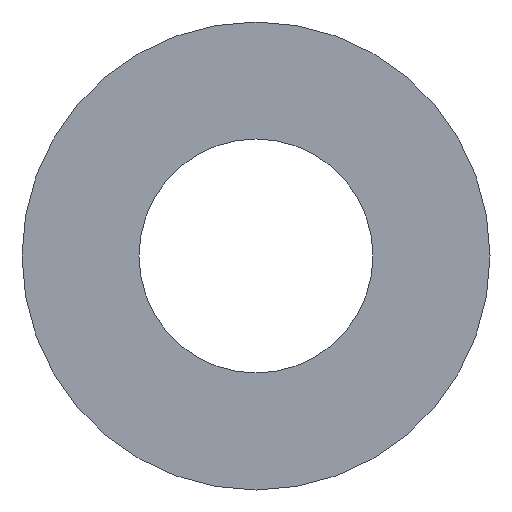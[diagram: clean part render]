
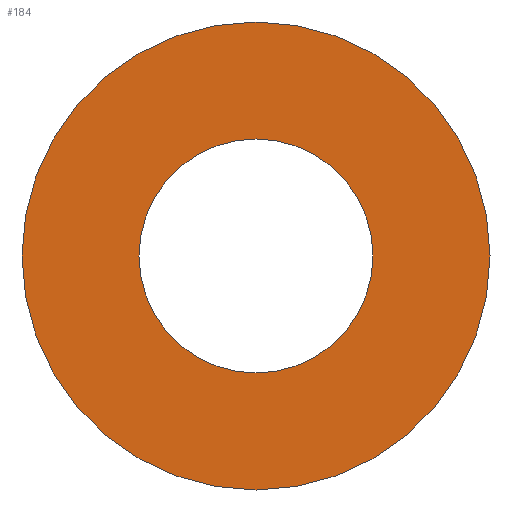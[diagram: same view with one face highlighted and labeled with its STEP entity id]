
A CAD part, front view. The second image highlights one B-rep face of the part: STEP entity #184.
In plain terms, the highlighted planar face has unit normal (0, -1, 0).
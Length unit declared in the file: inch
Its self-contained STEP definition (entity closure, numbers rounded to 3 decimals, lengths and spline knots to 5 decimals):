
#7 = EDGE_LOOP ( 'NONE', ( #172, #169 ) ) ;
#34 = CIRCLE ( 'NONE', #199, 0.156 ) ;
#62 = CIRCLE ( 'NONE', #202, 0.078 ) ;
#64 = DIRECTION ( 'NONE',  ( 0., 0., 1. ) ) ;
#78 = DIRECTION ( 'NONE',  ( 0., 0., 1. ) ) ;
#88 = DIRECTION ( 'NONE',  ( 0., 0., 1. ) ) ;
#89 = DIRECTION ( 'NONE',  ( 0., 1., 0. ) ) ;
#90 = CARTESIAN_POINT ( 'NONE',  ( 0., 0., 0. ) ) ;
#95 = DIRECTION ( 'NONE',  ( 0., 1., 0. ) ) ;
#96 = DIRECTION ( 'NONE',  ( 0., 1., 0. ) ) ;
#99 = CARTESIAN_POINT ( 'NONE',  ( 0., 0., 0. ) ) ;
#101 = DIRECTION ( 'NONE',  ( 0., 0., 1. ) ) ;
#102 = DIRECTION ( 'NONE',  ( 0., 1., 0. ) ) ;
#114 = CARTESIAN_POINT ( 'NONE',  ( 0., 0., 0. ) ) ;
#118 = PLANE ( 'NONE',  #208 ) ;
#119 = DIRECTION ( 'NONE',  ( 0., 0., 1. ) ) ;
#125 = DIRECTION ( 'NONE',  ( 0., 1., 0. ) ) ;
#127 = CARTESIAN_POINT ( 'NONE',  ( 0., 0., -0.078 ) ) ;
#129 = CARTESIAN_POINT ( 'NONE',  ( 0., 0., 0.078 ) ) ;
#132 = CARTESIAN_POINT ( 'NONE',  ( 0., 0., 0. ) ) ;
#138 = CARTESIAN_POINT ( 'NONE',  ( 0., 0., 0.156 ) ) ;
#139 = CARTESIAN_POINT ( 'NONE',  ( 0., 0., -0.156 ) ) ;
#141 = VERTEX_POINT ( 'NONE', #138 ) ;
#143 = VERTEX_POINT ( 'NONE', #129 ) ;
#144 = VERTEX_POINT ( 'NONE', #139 ) ;
#145 = VERTEX_POINT ( 'NONE', #127 ) ;
#151 = CARTESIAN_POINT ( 'NONE',  ( 0., 0., 0. ) ) ;
#165 = CIRCLE ( 'NONE', #200, 0.078 ) ;
#169 = ORIENTED_EDGE ( 'NONE', *, *, #230, .T. ) ;
#170 = EDGE_LOOP ( 'NONE', ( #175, #248 ) ) ;
#172 = ORIENTED_EDGE ( 'NONE', *, *, #226, .T. ) ;
#175 = ORIENTED_EDGE ( 'NONE', *, *, #234, .F. ) ;
#177 = FACE_OUTER_BOUND ( 'NONE', #170, .T. ) ;
#184 = ADVANCED_FACE ( 'NONE', ( #238, #177 ), #118, .F. ) ;
#199 = AXIS2_PLACEMENT_3D ( 'NONE', #151, #89, #78 ) ;
#200 = AXIS2_PLACEMENT_3D ( 'NONE', #90, #95, #119 ) ;
#202 = AXIS2_PLACEMENT_3D ( 'NONE', #132, #96, #88 ) ;
#208 = AXIS2_PLACEMENT_3D ( 'NONE', #114, #102, #101 ) ;
#211 = AXIS2_PLACEMENT_3D ( 'NONE', #99, #125, #64 ) ;
#214 = EDGE_CURVE ( 'NONE', #141, #144, #34, .T. ) ;
#226 = EDGE_CURVE ( 'NONE', #143, #145, #62, .T. ) ;
#230 = EDGE_CURVE ( 'NONE', #145, #143, #165, .T. ) ;
#234 = EDGE_CURVE ( 'NONE', #144, #141, #241, .T. ) ;
#238 = FACE_BOUND ( 'NONE', #7, .T. ) ;
#241 = CIRCLE ( 'NONE', #211, 0.156 ) ;
#248 = ORIENTED_EDGE ( 'NONE', *, *, #214, .F. ) ;
